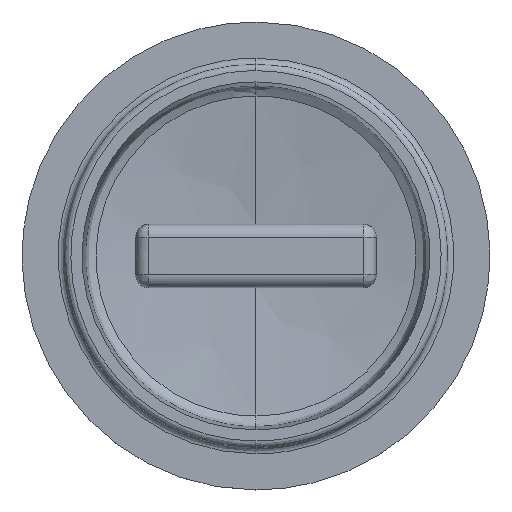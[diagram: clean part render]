
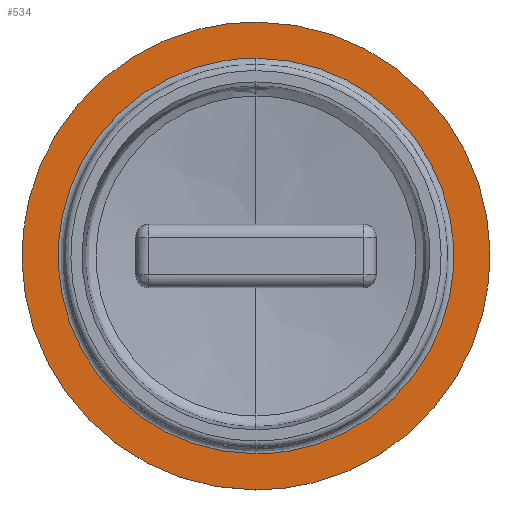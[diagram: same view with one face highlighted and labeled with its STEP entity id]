
A CAD part, top view. The second image highlights one B-rep face of the part: STEP entity #534.
In plain terms, the highlighted planar face has unit normal (0, 0, 1).
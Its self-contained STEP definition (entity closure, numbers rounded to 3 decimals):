
#27=FACE_BOUND('',#1556,.T.);
#534=ADVANCED_FACE('',(#1038,#27),#8556,.T.);
#1038=FACE_OUTER_BOUND('',#1555,.T.);
#1555=EDGE_LOOP('',(#4200,#4201));
#1556=EDGE_LOOP('',(#4202,#4203));
#4200=ORIENTED_EDGE('',*,*,#4700,.F.);
#4201=ORIENTED_EDGE('',*,*,#5791,.F.);
#4202=ORIENTED_EDGE('',*,*,#5754,.T.);
#4203=ORIENTED_EDGE('',*,*,#4447,.T.);
#4447=EDGE_CURVE('',#7239,#7238,#6340,.T.);
#4700=EDGE_CURVE('',#7489,#7488,#6566,.T.);
#5754=EDGE_CURVE('',#7238,#7239,#7182,.T.);
#5791=EDGE_CURVE('',#7488,#7489,#7201,.T.);
#6340=(
BOUNDED_CURVE()
B_SPLINE_CURVE(2,(#14851,#14852,#14853,#14854,#14855),.UNSPECIFIED.,.F.,
 .F.)
B_SPLINE_CURVE_WITH_KNOTS((3,2,3),(0.,24.567,49.135),
 .UNSPECIFIED.)
CURVE()
GEOMETRIC_REPRESENTATION_ITEM()
RATIONAL_B_SPLINE_CURVE((1.,0.707,1.,0.707,1.))
REPRESENTATION_ITEM('')
);
#6566=(
BOUNDED_CURVE()
B_SPLINE_CURVE(2,(#15931,#15932,#15933,#15934,#15935),.UNSPECIFIED.,.F.,
 .F.)
B_SPLINE_CURVE_WITH_KNOTS((3,2,3),(0.,29.06,58.119),
 .UNSPECIFIED.)
CURVE()
GEOMETRIC_REPRESENTATION_ITEM()
RATIONAL_B_SPLINE_CURVE((1.,0.707,1.,0.707,1.))
REPRESENTATION_ITEM('')
);
#7182=(
BOUNDED_CURVE()
B_SPLINE_CURVE(2,(#19107,#19108,#19109,#19110,#19111),.UNSPECIFIED.,.F.,
 .F.)
B_SPLINE_CURVE_WITH_KNOTS((3,2,3),(0.,24.567,49.135),
 .UNSPECIFIED.)
CURVE()
GEOMETRIC_REPRESENTATION_ITEM()
RATIONAL_B_SPLINE_CURVE((1.,0.707,1.,0.707,1.))
REPRESENTATION_ITEM('')
);
#7201=(
BOUNDED_CURVE()
B_SPLINE_CURVE(2,(#19222,#19223,#19224,#19225,#19226),.UNSPECIFIED.,.F.,
 .F.)
B_SPLINE_CURVE_WITH_KNOTS((3,2,3),(0.,29.06,58.119),
 .UNSPECIFIED.)
CURVE()
GEOMETRIC_REPRESENTATION_ITEM()
RATIONAL_B_SPLINE_CURVE((1.,0.707,1.,0.707,1.))
REPRESENTATION_ITEM('')
);
#7238=VERTEX_POINT('',#13712);
#7239=VERTEX_POINT('',#13713);
#7488=VERTEX_POINT('',#13962);
#7489=VERTEX_POINT('',#13963);
#8556=PLANE('',#9140);
#9140=AXIS2_PLACEMENT_3D('',#13452,#9560,$);
#9560=DIRECTION('',(0.,0.,1.));
#13452=CARTESIAN_POINT('',(-22.201,22.201,0.549));
#13712=CARTESIAN_POINT('',(0.,-15.64,0.549));
#13713=CARTESIAN_POINT('',(0.,15.64,0.549));
#13962=CARTESIAN_POINT('',(0.,18.5,0.549));
#13963=CARTESIAN_POINT('',(0.,-18.5,0.549));
#14851=CARTESIAN_POINT('',(0.,15.64,0.549));
#14852=CARTESIAN_POINT('',(15.64,15.64,0.549));
#14853=CARTESIAN_POINT('',(15.64,0.,0.549));
#14854=CARTESIAN_POINT('',(15.64,-15.64,0.549));
#14855=CARTESIAN_POINT('',(0.,-15.64,0.549));
#15931=CARTESIAN_POINT('',(0.,-18.5,0.549));
#15932=CARTESIAN_POINT('',(-18.5,-18.5,0.549));
#15933=CARTESIAN_POINT('',(-18.5,0.,0.549));
#15934=CARTESIAN_POINT('',(-18.5,18.5,0.549));
#15935=CARTESIAN_POINT('',(0.,18.5,0.549));
#19107=CARTESIAN_POINT('',(0.,-15.64,0.549));
#19108=CARTESIAN_POINT('',(-15.64,-15.64,0.549));
#19109=CARTESIAN_POINT('',(-15.64,0.,0.549));
#19110=CARTESIAN_POINT('',(-15.64,15.64,0.549));
#19111=CARTESIAN_POINT('',(0.,15.64,0.549));
#19222=CARTESIAN_POINT('',(0.,18.5,0.549));
#19223=CARTESIAN_POINT('',(18.5,18.5,0.549));
#19224=CARTESIAN_POINT('',(18.5,0.,0.549));
#19225=CARTESIAN_POINT('',(18.5,-18.5,0.549));
#19226=CARTESIAN_POINT('',(0.,-18.5,0.549));
